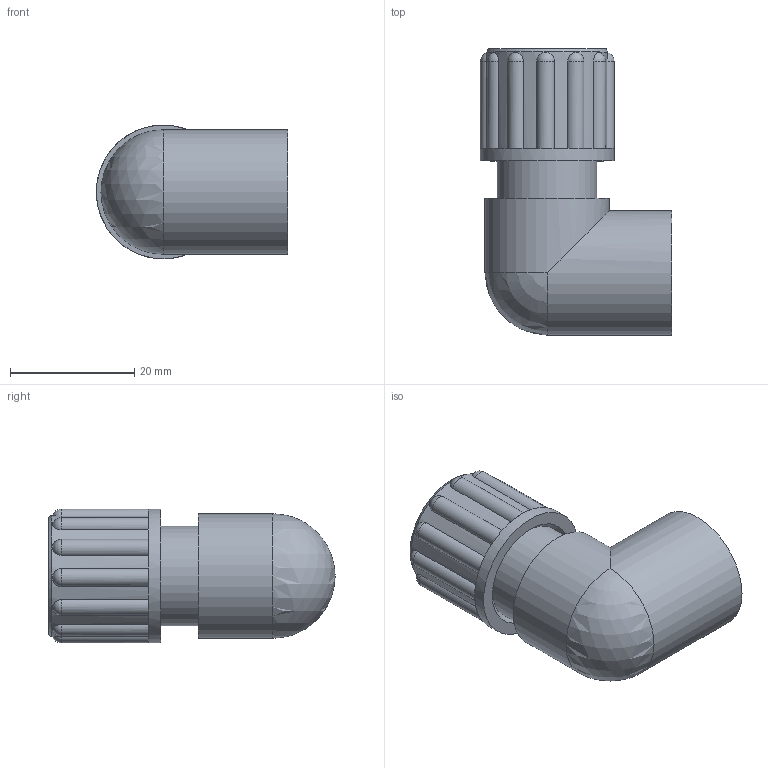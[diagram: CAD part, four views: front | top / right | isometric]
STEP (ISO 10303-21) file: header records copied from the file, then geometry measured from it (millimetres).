
FILE_DESCRIPTION((''),'2;1');
FILE_NAME('1A200FG4514xx.stp','2011-11-30T13:42:54',('aruf'),(''),'Autodesk Inventor 2011','Autodesk Inventor 2011','');
FILE_SCHEMA(('AUTOMOTIVE_DESIGN { 1 0 10303 214 1 1 1 1 }'));
Length unit declared in the file: millimetre
Products named in the file (4): 1A200FG4514xx; t22160; t05518; t05459
Assembly tree (3 placements, depth 2):
  1A200FG4514xx
    t22160
    t05518
    t05459
Bounding box: 30.75 x 46 x 21.49 mm (x, y, z)
Volume: 12487.4 mm3; surface area: 8338.3 mm2
Topology: 3 solids, 3 shells, 76 faces, 174 edges, 107 vertices
Faces by surface type: cylinder 28, plane 24, sphere 13, cone 8, torus 3
Full cylindrical faces by diameter (mm): 7 x2, 8.5 x1, 10.4 x1, 10.5 x1, 10.6 x1, 11.445 x1, 12 x1, 14 x1, 16 x2, 19.5 x1, 20 x2, 21.5 x1
Entity records: 2250 total; most frequent: CARTESIAN_POINT 524, DIRECTION 392, ORIENTED_EDGE 276, AXIS2_PLACEMENT_3D 184, EDGE_CURVE 138, EDGE_LOOP 112, VERTEX_POINT 100, CIRCLE 98
